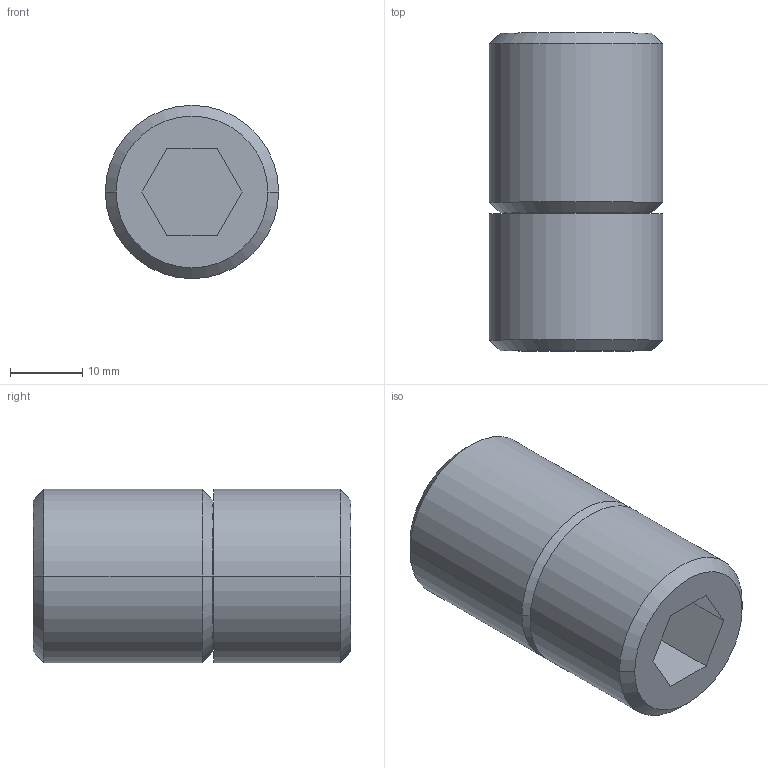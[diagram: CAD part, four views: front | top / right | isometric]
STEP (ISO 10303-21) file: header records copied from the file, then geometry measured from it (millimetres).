
FILE_DESCRIPTION((''),'2;1');
FILE_NAME('2RSTD024___BO0','2019-10-29T16:00:47',('kim.bk'),(''),'CREO PARAMETRIC BY PTC INC, 2019010','CREO PARAMETRIC BY PTC INC, 2019010','');
FILE_SCHEMA(('CONFIG_CONTROL_DESIGN'));
Length unit declared in the file: millimetre
Products named in the file (1): 2RSTD024___BO0
Bounding box: 24 x 44 x 24 mm (x, y, z)
Volume: 16261.4 mm3; surface area: 6539.1 mm2
Topology: 2 solids, 2 shells, 34 faces, 72 edges, 46 vertices
Faces by surface type: plane 20, cone 10, cylinder 4
Entity records: 946 total; most frequent: DIRECTION 162, CARTESIAN_POINT 152, ORIENTED_EDGE 144, EDGE_CURVE 72, AXIS2_PLACEMENT_3D 56, VECTOR 50, LINE 50, VERTEX_POINT 46
